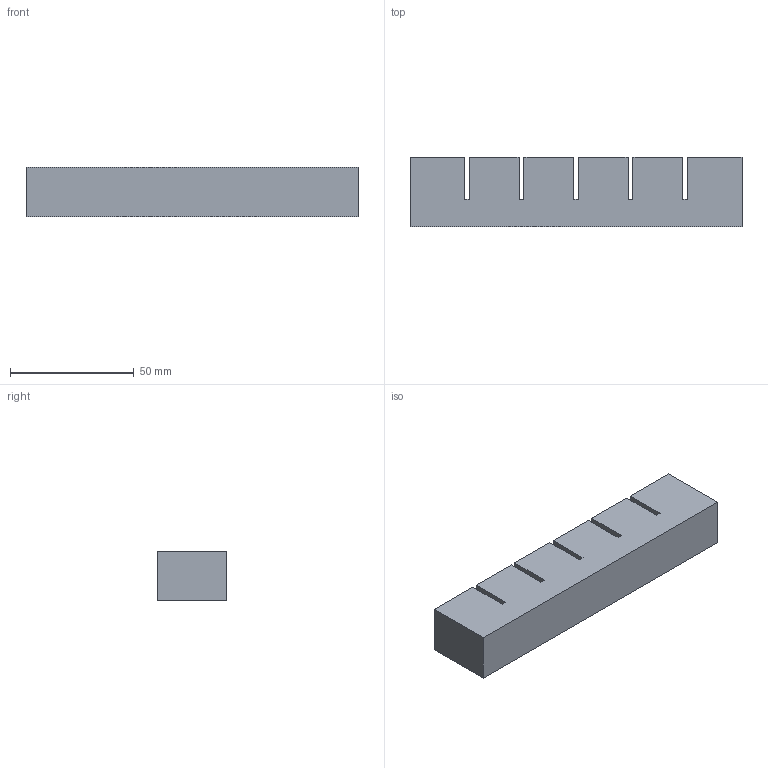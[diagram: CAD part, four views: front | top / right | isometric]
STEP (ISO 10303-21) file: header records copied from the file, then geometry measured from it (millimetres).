
FILE_DESCRIPTION (( 'STEP AP203' ), '1' );
FILE_NAME ('Run14.STEP', '2023-12-13T15:33:47', ( '' ), ( '' ), 'SwSTEP 2.0', 'SolidWorks 2018', '' );
FILE_SCHEMA (( 'CONFIG_CONTROL_DESIGN' ));
Length unit declared in the file: millimetre
Products named in the file (1): Run14
Bounding box: 134 x 28 x 20 mm (x, y, z)
Volume: 55888 mm3; surface area: 24316 mm2
Topology: 1 solids, 2 shells, 72 faces, 204 edges, 136 vertices
Faces by surface type: plane 72
Entity records: 2363 total; most frequent: CARTESIAN_POINT 413, ORIENTED_EDGE 408, DIRECTION 350, VECTOR 204, LINE 204, EDGE_CURVE 204, VERTEX_POINT 136, AXIS2_PLACEMENT_3D 73
